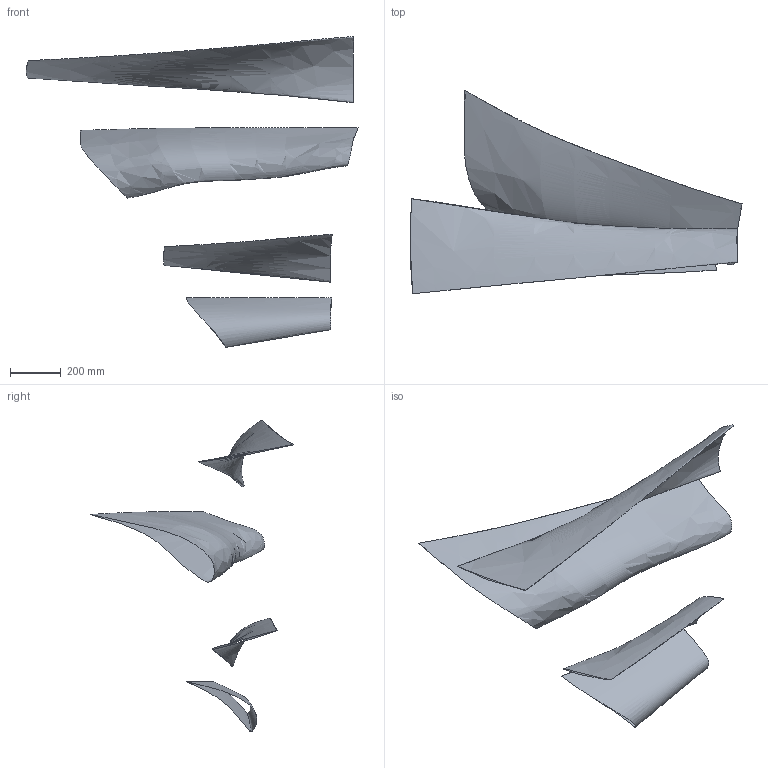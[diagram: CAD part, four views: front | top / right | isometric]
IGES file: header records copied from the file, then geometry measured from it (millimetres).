
Global section: file name: STAC.igs; native system: MATLAB Release R2018a; preprocessor: unknown; author: ITSM; organization: University of Stuttgart; date: 20181101.093239; units: metre
Bounding box: 1309.55 x 802.31 x 1226.23 mm (x, y, z)
Surface area: 2235432 mm2 (no closed solid volume)
Topology: 0 solids, 0 shells, 4 faces, 569 edges, 567 vertices
Faces by surface type: bspline 4
